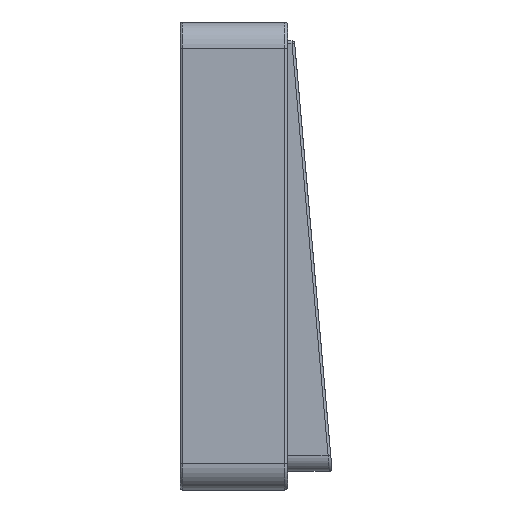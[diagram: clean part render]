
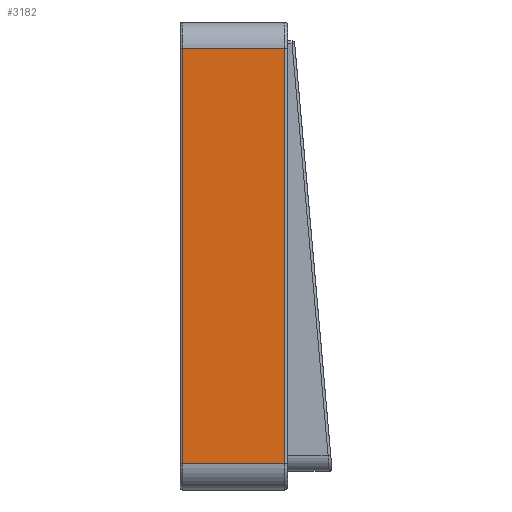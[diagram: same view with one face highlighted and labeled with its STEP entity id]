
A CAD part, left-side view. The second image highlights one B-rep face of the part: STEP entity #3182.
In plain terms, the highlighted planar face has unit normal (-1, 0, 0).
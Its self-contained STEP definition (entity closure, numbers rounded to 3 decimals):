
#86=PLANE('',#3473);
#203=FACE_OUTER_BOUND('',#396,.T.);
#396=EDGE_LOOP('',(#2406,#2407,#2408,#2409));
#607=LINE('',#5082,#873);
#646=LINE('',#5213,#912);
#648=LINE('',#5220,#914);
#652=LINE('',#5232,#918);
#873=VECTOR('',#4027,10.);
#912=VECTOR('',#4156,10.);
#914=VECTOR('',#4164,10.);
#918=VECTOR('',#4178,10.);
#1356=VERTEX_POINT('',#5072);
#1358=VERTEX_POINT('',#5078);
#1406=VERTEX_POINT('',#5212);
#1408=VERTEX_POINT('',#5218);
#1713=EDGE_CURVE('',#1356,#1358,#607,.T.);
#1778=EDGE_CURVE('',#1358,#1406,#646,.T.);
#1782=EDGE_CURVE('',#1408,#1356,#648,.T.);
#1788=EDGE_CURVE('',#1406,#1408,#652,.T.);
#2406=ORIENTED_EDGE('',*,*,#1713,.F.);
#2407=ORIENTED_EDGE('',*,*,#1782,.F.);
#2408=ORIENTED_EDGE('',*,*,#1788,.F.);
#2409=ORIENTED_EDGE('',*,*,#1778,.F.);
#3182=ADVANCED_FACE('',(#203),#86,.T.);
#3473=AXIS2_PLACEMENT_3D('',#5231,#4176,#4177);
#4027=DIRECTION('',(0.,0.,1.));
#4156=DIRECTION('',(0.,-1.,0.));
#4164=DIRECTION('',(0.,1.,0.));
#4176=DIRECTION('center_axis',(-1.,0.,0.));
#4177=DIRECTION('ref_axis',(0.,0.,-1.));
#4178=DIRECTION('',(0.,0.,-1.));
#5072=CARTESIAN_POINT('',(-4.5,18.2,-78.5));
#5078=CARTESIAN_POINT('',(-4.5,18.2,-0.5));
#5082=CARTESIAN_POINT('',(-4.5,18.2,-17.5));
#5212=CARTESIAN_POINT('',(-4.5,-1.,-0.5));
#5213=CARTESIAN_POINT('',(-4.5,0.,-0.5));
#5218=CARTESIAN_POINT('',(-4.5,-1.,-78.5));
#5220=CARTESIAN_POINT('',(-4.5,0.,-78.5));
#5231=CARTESIAN_POINT('Origin',(-4.5,0.,4.5));
#5232=CARTESIAN_POINT('',(-4.5,-1.,-17.5));
